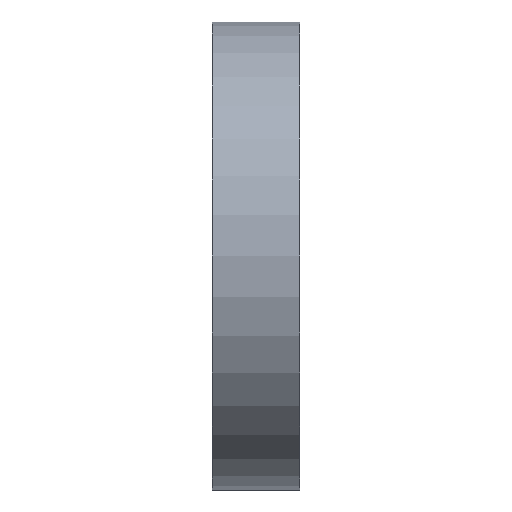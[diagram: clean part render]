
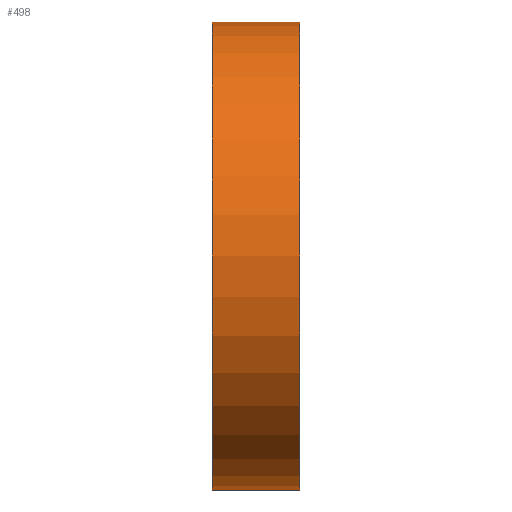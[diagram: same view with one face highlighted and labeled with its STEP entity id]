
A CAD part, left-side view. The second image highlights one B-rep face of the part: STEP entity #498.
In plain terms, the highlighted cylindrical face has radius 40 mm (diameter 80 mm), a partial arc.
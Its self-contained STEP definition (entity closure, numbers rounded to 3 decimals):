
#16 = CIRCLE ( 'NONE', #465, 40. ) ;
#118 = DIRECTION ( 'NONE',  ( 0., 0., -1. ) ) ;
#177 = DIRECTION ( 'NONE',  ( 0., -1., 0. ) ) ;
#186 = VERTEX_POINT ( 'NONE', #980 ) ;
#189 = CARTESIAN_POINT ( 'NONE',  ( 0., 15., -40. ) ) ;
#199 = FACE_OUTER_BOUND ( 'NONE', #624, .T. ) ;
#206 = CARTESIAN_POINT ( 'NONE',  ( 0., 15., 0. ) ) ;
#225 = CIRCLE ( 'NONE', #710, 40. ) ;
#285 = EDGE_CURVE ( 'NONE', #441, #186, #386, .T. ) ;
#314 = VECTOR ( 'NONE', #177, 1000. ) ;
#386 = LINE ( 'NONE', #1012, #487 ) ;
#391 = CARTESIAN_POINT ( 'NONE',  ( 0., 15., 0. ) ) ;
#392 = CARTESIAN_POINT ( 'NONE',  ( 0., 0., 0. ) ) ;
#441 = VERTEX_POINT ( 'NONE', #189 ) ;
#457 = DIRECTION ( 'NONE',  ( 0., -1., 0. ) ) ;
#459 = EDGE_CURVE ( 'NONE', #692, #462, #705, .T. ) ;
#460 = EDGE_CURVE ( 'NONE', #441, #692, #225, .T. ) ;
#462 = VERTEX_POINT ( 'NONE', #918 ) ;
#465 = AXIS2_PLACEMENT_3D ( 'NONE', #392, #1043, #1033 ) ;
#487 = VECTOR ( 'NONE', #989, 1000. ) ;
#498 = ADVANCED_FACE ( 'NONE', ( #199 ), #1052, .T. ) ;
#604 = DIRECTION ( 'NONE',  ( 0., 0., 1. ) ) ;
#622 = CARTESIAN_POINT ( 'NONE',  ( 0., 15., 40. ) ) ;
#624 = EDGE_LOOP ( 'NONE', ( #953, #688, #677, #985 ) ) ;
#677 = ORIENTED_EDGE ( 'NONE', *, *, #285, .T. ) ;
#688 = ORIENTED_EDGE ( 'NONE', *, *, #460, .F. ) ;
#692 = VERTEX_POINT ( 'NONE', #789 ) ;
#705 = LINE ( 'NONE', #622, #314 ) ;
#710 = AXIS2_PLACEMENT_3D ( 'NONE', #391, #1127, #604 ) ;
#789 = CARTESIAN_POINT ( 'NONE',  ( 0., 15., 40. ) ) ;
#800 = AXIS2_PLACEMENT_3D ( 'NONE', #206, #457, #118 ) ;
#918 = CARTESIAN_POINT ( 'NONE',  ( 0., 0., 40. ) ) ;
#953 = ORIENTED_EDGE ( 'NONE', *, *, #459, .F. ) ;
#980 = CARTESIAN_POINT ( 'NONE',  ( 0., 0., -40. ) ) ;
#985 = ORIENTED_EDGE ( 'NONE', *, *, #1011, .T. ) ;
#989 = DIRECTION ( 'NONE',  ( 0., -1., 0. ) ) ;
#1011 = EDGE_CURVE ( 'NONE', #186, #462, #16, .T. ) ;
#1012 = CARTESIAN_POINT ( 'NONE',  ( 0., 15., -40. ) ) ;
#1033 = DIRECTION ( 'NONE',  ( 0., 0., 1. ) ) ;
#1043 = DIRECTION ( 'NONE',  ( 0., 1., 0. ) ) ;
#1052 = CYLINDRICAL_SURFACE ( 'NONE', #800, 40. ) ;
#1127 = DIRECTION ( 'NONE',  ( 0., 1., 0. ) ) ;
